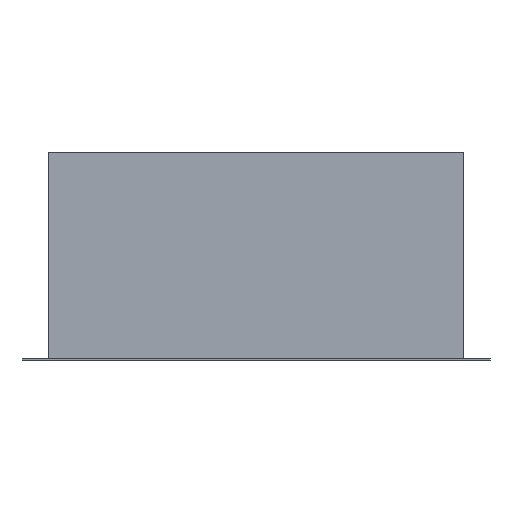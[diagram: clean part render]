
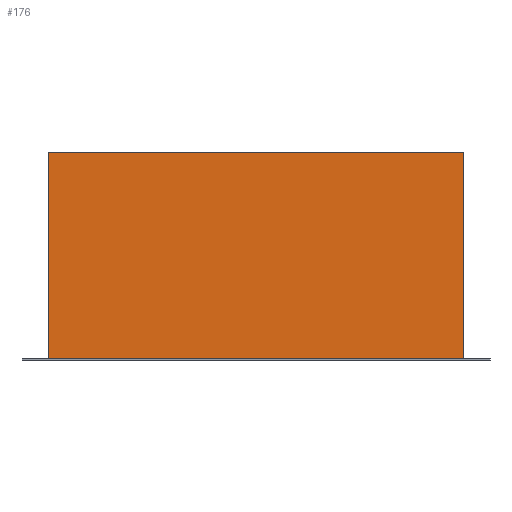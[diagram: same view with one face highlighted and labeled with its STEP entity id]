
A CAD part, left-side view. The second image highlights one B-rep face of the part: STEP entity #176.
In plain terms, the highlighted planar face has unit normal (-1, 0, 0).
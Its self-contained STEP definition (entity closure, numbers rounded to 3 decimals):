
#176=ADVANCED_FACE('',(#228),#202,.T.);
#202=PLANE('',#665);
#228=FACE_OUTER_BOUND('',#254,.T.);
#254=EDGE_LOOP('',(#342,#343,#344,#345));
#342=ORIENTED_EDGE('',*,*,#498,.T.);
#343=ORIENTED_EDGE('',*,*,#501,.F.);
#344=ORIENTED_EDGE('',*,*,#491,.F.);
#345=ORIENTED_EDGE('',*,*,#486,.T.);
#432=VERTEX_POINT('',#878);
#433=VERTEX_POINT('',#880);
#436=VERTEX_POINT('',#890);
#440=VERTEX_POINT('',#902);
#486=EDGE_CURVE('',#433,#432,#554,.T.);
#491=EDGE_CURVE('',#433,#436,#559,.T.);
#498=EDGE_CURVE('',#432,#440,#566,.T.);
#501=EDGE_CURVE('',#436,#440,#569,.T.);
#554=LINE('',#879,#622);
#559=LINE('',#889,#627);
#566=LINE('',#903,#634);
#569=LINE('',#909,#637);
#622=VECTOR('',#735,1.);
#627=VECTOR('',#744,1.);
#634=VECTOR('',#755,1.);
#637=VECTOR('',#762,1.);
#665=AXIS2_PLACEMENT_3D('',#910,#763,#764);
#735=DIRECTION('',(0.,-1.,0.));
#744=DIRECTION('',(0.,0.,1.));
#755=DIRECTION('',(0.,0.,1.));
#762=DIRECTION('',(0.,-1.,0.));
#763=DIRECTION('',(-1.,0.,0.));
#764=DIRECTION('',(0.,1.,0.));
#878=CARTESIAN_POINT('',(-1.25,-1.,0.085));
#879=CARTESIAN_POINT('',(-1.25,1.,0.085));
#880=CARTESIAN_POINT('',(-1.25,1.,0.085));
#889=CARTESIAN_POINT('',(-1.25,1.,0.085));
#890=CARTESIAN_POINT('',(-1.25,1.,1.076));
#902=CARTESIAN_POINT('',(-1.25,-1.,1.076));
#903=CARTESIAN_POINT('',(-1.25,-1.,0.085));
#909=CARTESIAN_POINT('',(-1.25,1.,1.076));
#910=CARTESIAN_POINT('',(-1.25,1.,0.076));
